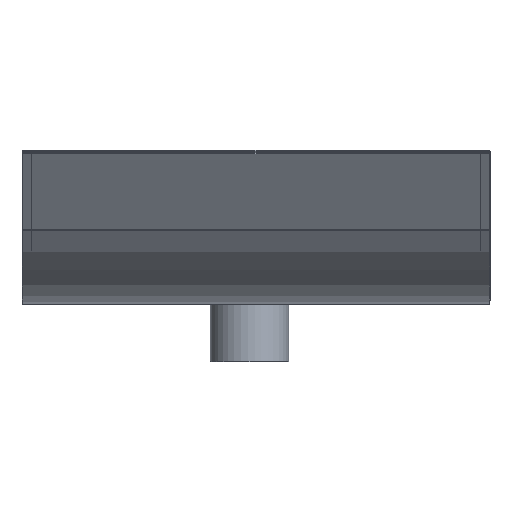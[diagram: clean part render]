
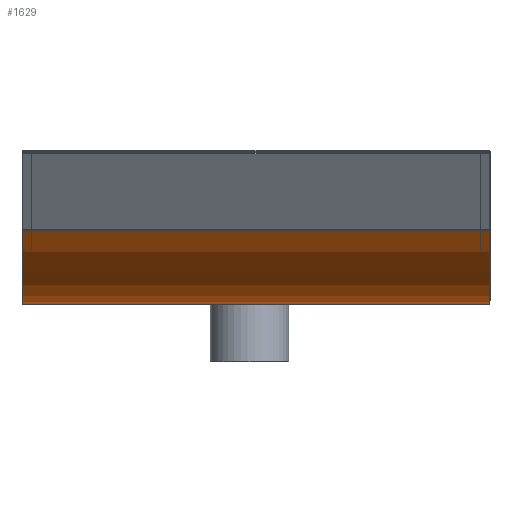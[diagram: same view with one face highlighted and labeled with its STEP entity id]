
A CAD part, front view. The second image highlights one B-rep face of the part: STEP entity #1629.
In plain terms, the highlighted cylindrical face has radius 93 mm (diameter 186 mm), a partial arc.
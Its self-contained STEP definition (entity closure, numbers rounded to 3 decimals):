
#238 = DIRECTION ( 'NONE',  ( 1., 0., 0. ) ) ;
#1147 = CIRCLE ( 'NONE', #22863, 93. ) ;
#1261 = DIRECTION ( 'NONE',  ( 0., 0., 1. ) ) ;
#1629 = ADVANCED_FACE ( 'NONE', ( #16109 ), #19636, .T. ) ;
#1923 = CIRCLE ( 'NONE', #3457, 93. ) ;
#2038 = DIRECTION ( 'NONE',  ( -1., 0., 0. ) ) ;
#2445 = EDGE_CURVE ( 'NONE', #11299, #9210, #1923, .T. ) ;
#2705 = ORIENTED_EDGE ( 'NONE', *, *, #4759, .T. ) ;
#3185 = EDGE_CURVE ( 'NONE', #18146, #11299, #5830, .T. ) ;
#3457 = AXIS2_PLACEMENT_3D ( 'NONE', #18742, #238, #3653 ) ;
#3653 = DIRECTION ( 'NONE',  ( 0., 0., 1. ) ) ;
#4056 = LINE ( 'NONE', #15007, #15101 ) ;
#4250 = VECTOR ( 'NONE', #2038, 1000. ) ;
#4759 = EDGE_CURVE ( 'NONE', #8867, #18146, #1147, .T. ) ;
#5042 = DIRECTION ( 'NONE',  ( 1., 0., 0. ) ) ;
#5830 = LINE ( 'NONE', #9575, #4250 ) ;
#8867 = VERTEX_POINT ( 'NONE', #10007 ) ;
#8955 = DIRECTION ( 'NONE',  ( 1., 0., 0. ) ) ;
#9210 = VERTEX_POINT ( 'NONE', #20893 ) ;
#9575 = CARTESIAN_POINT ( 'NONE',  ( -500013.534, -281.15, 174.257 ) ) ;
#10007 = CARTESIAN_POINT ( 'NONE',  ( 111.466, -204.968, 134.6 ) ) ;
#11299 = VERTEX_POINT ( 'NONE', #23222 ) ;
#14465 = CARTESIAN_POINT ( 'NONE',  ( 111.466, -204.968, 227.6 ) ) ;
#14589 = DIRECTION ( 'NONE',  ( 0., 0., 1. ) ) ;
#15007 = CARTESIAN_POINT ( 'NONE',  ( -500013.534, -204.968, 134.6 ) ) ;
#15101 = VECTOR ( 'NONE', #8955, 1000. ) ;
#16109 = FACE_OUTER_BOUND ( 'NONE', #23750, .T. ) ;
#16200 = EDGE_CURVE ( 'NONE', #9210, #8867, #4056, .T. ) ;
#17880 = ORIENTED_EDGE ( 'NONE', *, *, #16200, .T. ) ;
#17934 = CARTESIAN_POINT ( 'NONE',  ( -500013.534, -204.968, 227.6 ) ) ;
#18146 = VERTEX_POINT ( 'NONE', #20708 ) ;
#18742 = CARTESIAN_POINT ( 'NONE',  ( -138.534, -204.968, 227.6 ) ) ;
#19397 = AXIS2_PLACEMENT_3D ( 'NONE', #17934, #5042, #1261 ) ;
#19636 = CYLINDRICAL_SURFACE ( 'NONE', #19397, 93. ) ;
#19671 = ORIENTED_EDGE ( 'NONE', *, *, #3185, .T. ) ;
#20195 = DIRECTION ( 'NONE',  ( -1., 0., 0. ) ) ;
#20708 = CARTESIAN_POINT ( 'NONE',  ( 111.466, -281.15, 174.257 ) ) ;
#20893 = CARTESIAN_POINT ( 'NONE',  ( -138.534, -204.968, 134.6 ) ) ;
#21530 = ORIENTED_EDGE ( 'NONE', *, *, #2445, .T. ) ;
#22863 = AXIS2_PLACEMENT_3D ( 'NONE', #14465, #20195, #14589 ) ;
#23222 = CARTESIAN_POINT ( 'NONE',  ( -138.534, -281.15, 174.257 ) ) ;
#23750 = EDGE_LOOP ( 'NONE', ( #17880, #2705, #19671, #21530 ) ) ;
